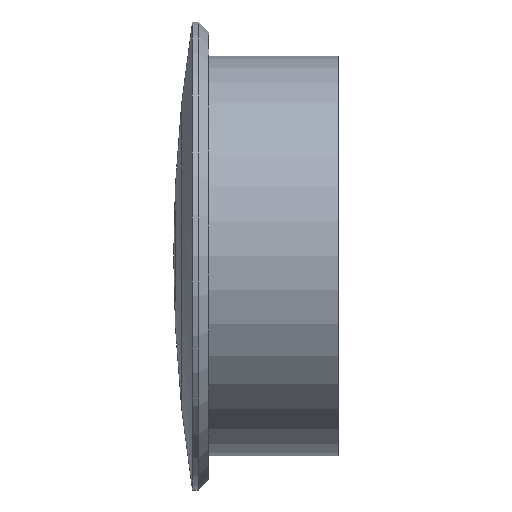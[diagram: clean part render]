
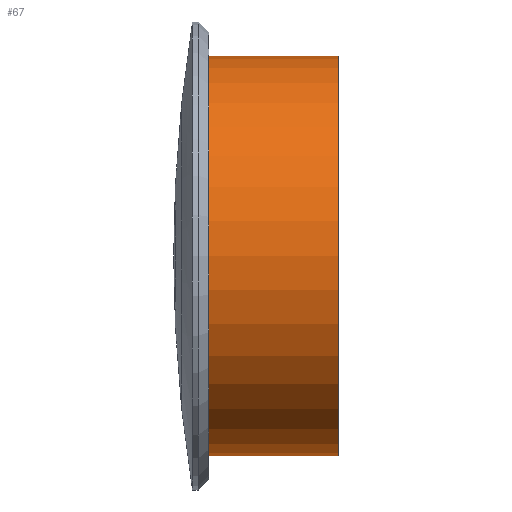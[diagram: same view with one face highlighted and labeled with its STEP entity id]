
A CAD part, top view. The second image highlights one B-rep face of the part: STEP entity #67.
In plain terms, the highlighted cylindrical face has radius 8.5 mm (diameter 17 mm), a partial arc.
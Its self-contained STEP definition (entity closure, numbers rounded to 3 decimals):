
#67=ADVANCED_FACE('',(#132),#133,.T.);
#132=FACE_OUTER_BOUND('',#192,.T.);
#133=CYLINDRICAL_SURFACE('',#193,8.5);
#192=EDGE_LOOP('',(#308,#309,#310,#311));
#193=AXIS2_PLACEMENT_3D('',#312,#313,#314);
#308=ORIENTED_EDGE('',*,*,#343,.T.);
#309=ORIENTED_EDGE('',*,*,#380,.T.);
#310=ORIENTED_EDGE('',*,*,#345,.T.);
#311=ORIENTED_EDGE('',*,*,#370,.F.);
#312=CARTESIAN_POINT('',(-7.55,0.,0.));
#313=DIRECTION('',(1.0,0.0,0.));
#314=DIRECTION('',(0.0,-1.0,0.0));
#343=EDGE_CURVE('',#396,#397,#398,.T.);
#345=EDGE_CURVE('',#401,#399,#402,.T.);
#370=EDGE_CURVE('',#396,#399,#438,.T.);
#380=EDGE_CURVE('',#397,#401,#448,.T.);
#396=VERTEX_POINT('',#466);
#397=VERTEX_POINT('',#467);
#398=LINE('',#468,#469);
#399=VERTEX_POINT('',#470);
#401=VERTEX_POINT('',#472);
#402=LINE('',#473,#474);
#438=CIRCLE('',#520,8.5);
#448=CIRCLE('',#530,8.5);
#466=CARTESIAN_POINT('',(-5.5,-8.5,0.));
#467=CARTESIAN_POINT('',(0.0,-8.5,0.0));
#468=CARTESIAN_POINT('',(-2.75,-8.5,0.));
#469=VECTOR('',#544,1.0);
#470=CARTESIAN_POINT('',(-5.5,8.5,0.));
#472=CARTESIAN_POINT('',(0.,8.5,0.));
#473=CARTESIAN_POINT('',(-2.75,8.5,0.));
#474=VECTOR('',#548,1.0);
#520=AXIS2_PLACEMENT_3D('',#583,#584,#585);
#530=AXIS2_PLACEMENT_3D('',#595,#596,#597);
#544=DIRECTION('',(1.0,0.0,0.));
#548=DIRECTION('',(-1.0,-0.0,0.));
#583=CARTESIAN_POINT('',(-5.5,0.,0.));
#584=DIRECTION('',(-1.0,0.0,0.));
#585=DIRECTION('',(0.0,1.0,0.0));
#595=CARTESIAN_POINT('',(0.0,0.,0.0));
#596=DIRECTION('',(-1.0,0.0,0.));
#597=DIRECTION('',(0.0,1.0,0.0));
